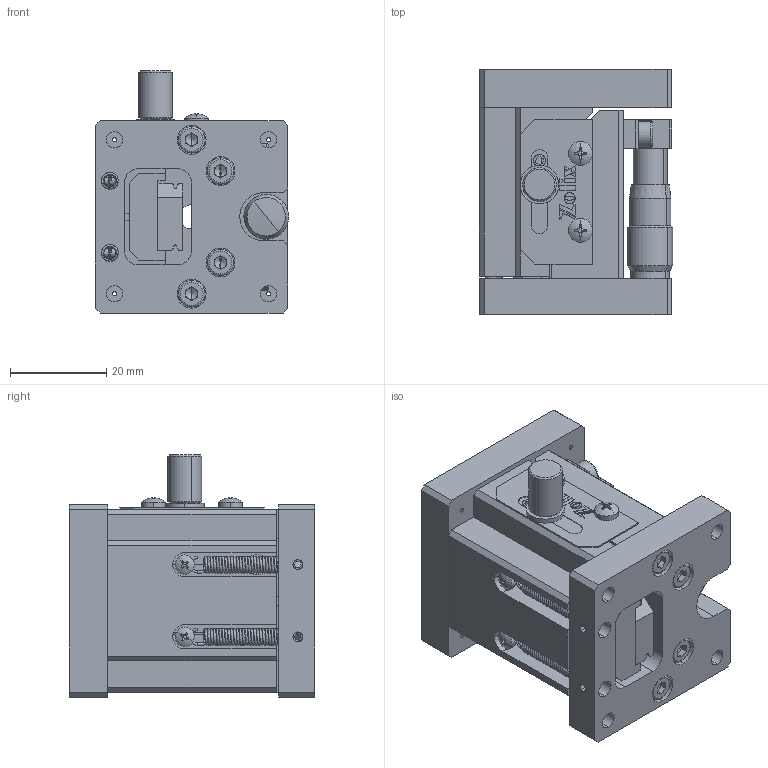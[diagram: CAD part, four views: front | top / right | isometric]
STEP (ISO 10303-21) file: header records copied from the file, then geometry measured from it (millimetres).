
FILE_DESCRIPTION (( 'STEP AP203' ), '1' );
FILE_NAME ('AKV6A-40Z(AP203).STEP', '2019-08-30T09:02:31', ( '' ), ( '' ), 'SwSTEP 2.0', 'SolidWorks 2017', '' );
FILE_SCHEMA (( 'CONFIG_CONTROL_DESIGN' ));
Products named in the file (1): AKV6A-40Z(AP203)
Bounding box: 40.15 x 51 x 50.3 mm (x, y, z)
Surface area: 22857.4 mm2 (no closed solid volume)
Topology: 0 solids, 44 shells, 630 faces, 2139 edges, 1485 vertices
Faces by surface type: plane 385, cylinder 143, cone 48, torus 36, sphere 10, bspline 8
Entity records: 44197 total; most frequent: CARTESIAN_POINT 25711, DIRECTION 3909, ORIENTED_EDGE 3430, EDGE_CURVE 2111, VERTEX_POINT 1485, LINE 1343, VECTOR 1343, AXIS2_PLACEMENT_3D 1283
